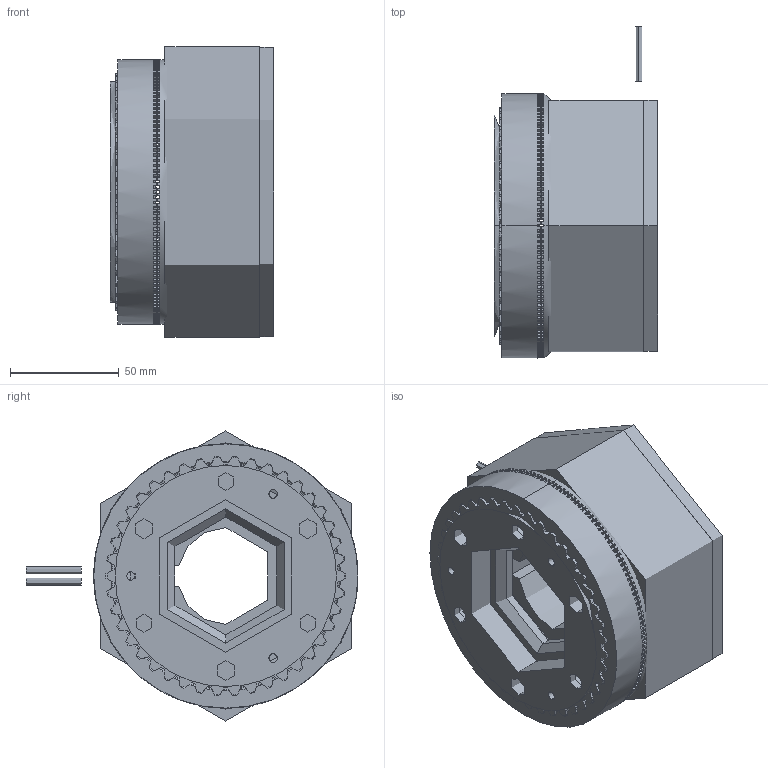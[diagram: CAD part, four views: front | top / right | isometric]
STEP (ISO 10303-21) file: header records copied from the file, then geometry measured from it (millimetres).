
FILE_DESCRIPTION (( 'STEP AP203' ), '1' );
FILE_NAME ('525_WMTC_WebAssy.STEP', '2017-02-21T19:16:39', ( 'Delete' ), ( 'Hewlett-Packard Company' ), 'SwSTEP 2.0', 'SolidWorks 2017', '' );
FILE_SCHEMA (( 'CONFIG_CONTROL_DESIGN' ));
Length unit declared in the file: inch
Products named in the file (1): 525_WMTC_WebAssy
Bounding box: 74.93 x 152.53 x 133.35 mm (x, y, z)
Volume: 594916 mm3
Topology: 14 solids, 20 shells, 2255 faces, 6471 edges, 4258 vertices
Faces by surface type: plane 1022, cylinder 865, cone 350, torus 6, sphere 6, bspline 6
Full cylindrical faces by diameter (mm): 112.522 x5
Entity records: 78989 total; most frequent: CARTESIAN_POINT 17462, DIRECTION 13660, ORIENTED_EDGE 12924, EDGE_CURVE 6457, AXIS2_PLACEMENT_3D 5132, VERTEX_POINT 4258, LINE 3396, VECTOR 3396
